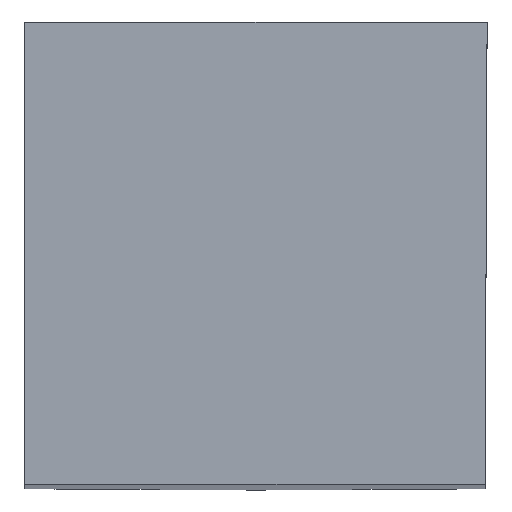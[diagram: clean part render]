
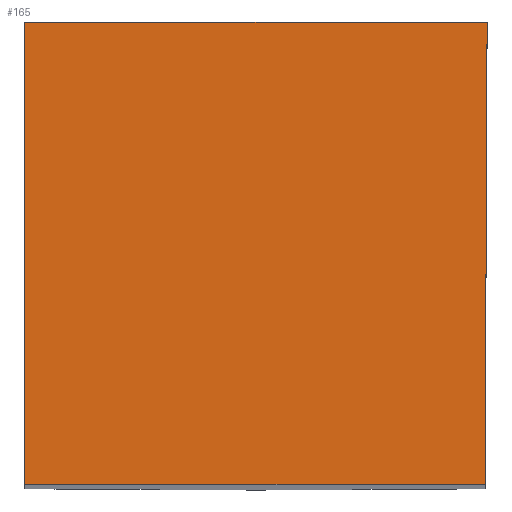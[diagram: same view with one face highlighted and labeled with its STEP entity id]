
A CAD part, top view. The second image highlights one B-rep face of the part: STEP entity #165.
In plain terms, the highlighted planar face has unit normal (0, 0, 1).
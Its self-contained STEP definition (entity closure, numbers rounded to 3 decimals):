
#131=FACE_OUTER_BOUND('',#362,.T.);
#165=ADVANCED_FACE('BLANK_BOXF006',(#131),#190,.F.);
#190=PLANE('',#823);
#214=LINE('',#1169,#268);
#218=LINE('',#1177,#272);
#224=LINE('',#1190,#278);
#243=LINE('',#1250,#297);
#268=VECTOR('',#921,1.);
#272=VECTOR('',#927,1.);
#278=VECTOR('',#935,1.);
#297=VECTOR('',#996,1.);
#362=EDGE_LOOP('',(#505,#506,#507,#508));
#505=ORIENTED_EDGE('',*,*,#637,.F.);
#506=ORIENTED_EDGE('',*,*,#668,.F.);
#507=ORIENTED_EDGE('',*,*,#631,.F.);
#508=ORIENTED_EDGE('',*,*,#627,.F.);
#561=VERTEX_POINT('',#1168);
#562=VERTEX_POINT('',#1170);
#565=VERTEX_POINT('',#1178);
#570=VERTEX_POINT('',#1189);
#627=EDGE_CURVE('',#561,#562,#214,.T.);
#631=EDGE_CURVE('',#562,#565,#218,.T.);
#637=EDGE_CURVE('',#570,#561,#224,.T.);
#668=EDGE_CURVE('',#565,#570,#243,.T.);
#823=AXIS2_PLACEMENT_3D('',#1263,#1010,#1011);
#921=DIRECTION('',(1.,0.,0.));
#927=DIRECTION('',(-0.004,-1.,0.));
#935=DIRECTION('',(0.,1.,0.));
#996=DIRECTION('',(-1.,0.,0.));
#1010=DIRECTION('',(0.,0.,-1.));
#1011=DIRECTION('',(-1.,0.,0.));
#1168=CARTESIAN_POINT('',(-12.573,12.573,0.));
#1169=CARTESIAN_POINT('',(-99.9,12.573,0.));
#1170=CARTESIAN_POINT('',(0.,12.573,0.));
#1177=CARTESIAN_POINT('',(0.381,99.899,0.));
#1178=CARTESIAN_POINT('',(-0.055,0.,0.));
#1189=CARTESIAN_POINT('',(-12.573,0.,0.));
#1190=CARTESIAN_POINT('',(-12.573,-99.9,0.));
#1250=CARTESIAN_POINT('',(99.9,0.,0.));
#1263=CARTESIAN_POINT('',(-17.573,-5.,0.));
